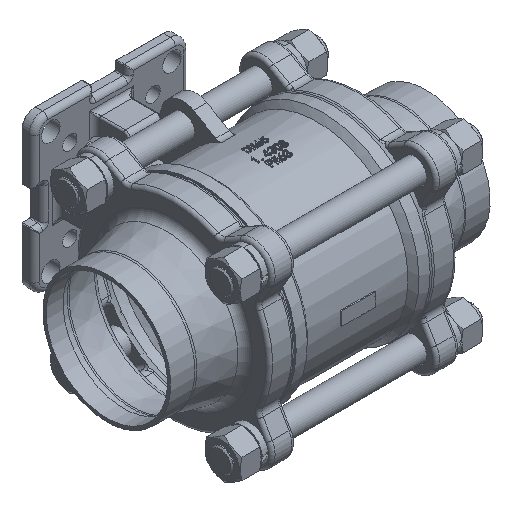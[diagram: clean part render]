
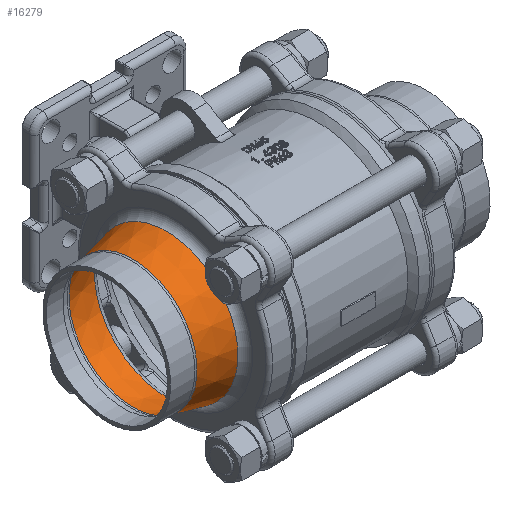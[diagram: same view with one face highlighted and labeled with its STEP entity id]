
A CAD part, isometric view. The second image highlights one B-rep face of the part: STEP entity #16279.
In plain terms, the highlighted conical face has half-angle 13 degrees and reference radius 38.178 mm.
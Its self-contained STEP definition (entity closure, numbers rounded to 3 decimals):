
#802=CONICAL_SURFACE('',#17642,38.178,0.227);
#1835=FACE_OUTER_BOUND('',#2872,.T.);
#2872=EDGE_LOOP('',(#12297,#12298,#12299,#12300));
#4026=LINE('',#34516,#5130);
#5130=VECTOR('',#20386,38.178);
#6127=CIRCLE('',#17641,42.742);
#6128=CIRCLE('',#17643,38.178);
#7256=VERTEX_POINT('',#34511);
#7257=VERTEX_POINT('',#34515);
#9097=EDGE_CURVE('',#7256,#7256,#6127,.T.);
#9098=EDGE_CURVE('',#7256,#7257,#4026,.T.);
#9099=EDGE_CURVE('',#7257,#7257,#6128,.T.);
#12297=ORIENTED_EDGE('',*,*,#9097,.F.);
#12298=ORIENTED_EDGE('',*,*,#9098,.T.);
#12299=ORIENTED_EDGE('',*,*,#9099,.T.);
#12300=ORIENTED_EDGE('',*,*,#9098,.F.);
#16279=ADVANCED_FACE('',(#1835),#802,.T.);
#17641=AXIS2_PLACEMENT_3D('',#34513,#20382,#20383);
#17642=AXIS2_PLACEMENT_3D('',#34514,#20384,#20385);
#17643=AXIS2_PLACEMENT_3D('',#34517,#20387,#20388);
#20382=DIRECTION('center_axis',(1.,0.,0.));
#20383=DIRECTION('ref_axis',(0.,0.707,-0.707));
#20384=DIRECTION('center_axis',(1.,0.,0.));
#20385=DIRECTION('ref_axis',(0.,0.707,-0.707));
#20386=DIRECTION('',(-0.974,0.159,-0.159));
#20387=DIRECTION('center_axis',(1.,0.,0.));
#20388=DIRECTION('ref_axis',(0.,0.707,-0.707));
#34511=CARTESIAN_POINT('',(-59.725,-30.223,30.223));
#34513=CARTESIAN_POINT('Origin',(-59.725,0.,
0.));
#34514=CARTESIAN_POINT('Origin',(-79.495,0.,
0.));
#34515=CARTESIAN_POINT('',(-79.495,-26.996,26.996));
#34516=CARTESIAN_POINT('',(-79.495,-26.996,26.996));
#34517=CARTESIAN_POINT('Origin',(-79.495,0.,
0.));
